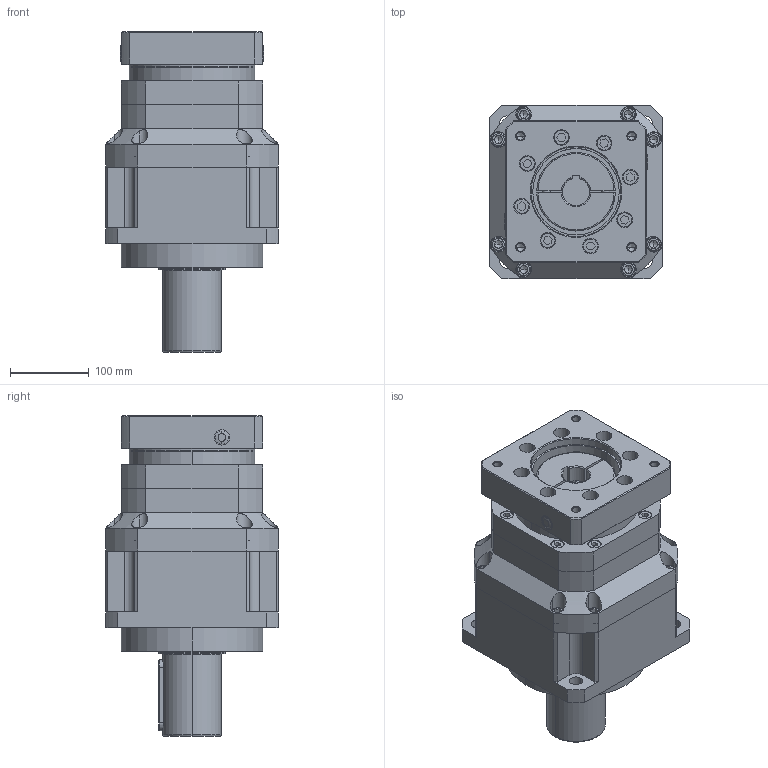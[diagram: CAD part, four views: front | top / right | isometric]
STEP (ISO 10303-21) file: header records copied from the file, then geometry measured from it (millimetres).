
FILE_DESCRIPTION (( 'STEP AP203' ), '1' );
FILE_NAME ('220-L2-35-114.3-200-M12(入力带键槽).STEP', '2020-05-21T05:34:03', ( 'ylmfeng' ), ( 'ylmfeng.com' ), 'SwSTEP 2.0', 'SolidWorks 2014', '' );
FILE_SCHEMA (( 'CONFIG_CONTROL_DESIGN' ));
Length unit declared in the file: millimetre
Products named in the file (1): 220-L2-35-114.3-200-M12(入力带键槽)
Bounding box: 220 x 220 x 407.5 mm (x, y, z)
Volume: 10590934.3 mm3; surface area: 715658.9 mm2
Topology: 37 solids, 37 shells, 873 faces, 1991 edges, 1227 vertices
Faces by surface type: plane 412, cylinder 282, cone 92, torus 83, bspline 4
Entity records: 26115 total; most frequent: CARTESIAN_POINT 6101, DIRECTION 4384, ORIENTED_EDGE 3898, EDGE_CURVE 1949, AXIS2_PLACEMENT_3D 1668, VERTEX_POINT 1227, LINE 1048, VECTOR 1048
